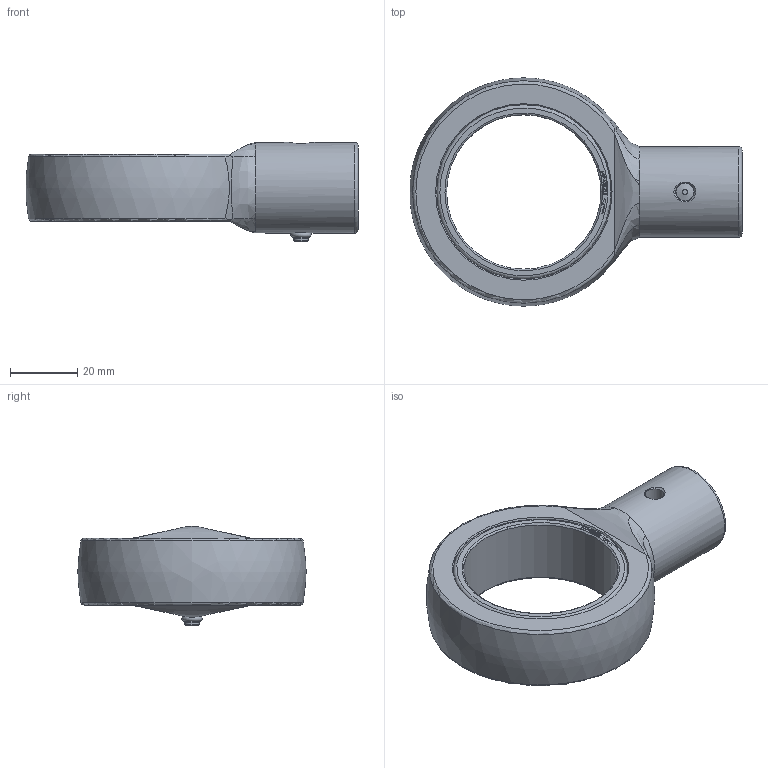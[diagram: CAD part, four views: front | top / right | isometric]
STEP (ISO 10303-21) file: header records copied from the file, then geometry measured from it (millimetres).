
FILE_DESCRIPTION( ( 'Unknown' ), '1' );
FILE_NAME( '765525000-C.stp', 'Unknown', ( 'Unknown' ), ( 'Unknown' ), 'PSStep 15.0.49', 'Unknown', ' ' );
FILE_SCHEMA( ( 'AUTOMOTIVE_DESIGN { 1 0 10303 214 1 1 1 1 }' ) );
Length unit declared in the file: millimetre
Products named in the file (5): Assem1; 0005711; 0006879; 0006880; 0005709
Assembly tree (4 placements, depth 2):
  Assem1
    0005711
    0006879
    0006880
    0005709
Bounding box: 98.9 x 68 x 29.5 mm (x, y, z)
Volume: 50942.4 mm3; surface area: 21307.3 mm2
Topology: 4 solids, 4 shells, 119 faces, 308 edges, 199 vertices
Faces by surface type: plane 67, cylinder 15, bspline 11, cone 10, torus 9, extrusion 7
Full cylindrical faces by diameter (mm): 3.5 x1, 4.4 x2, 4.5 x1, 5.2 x1, 5.5 x2, 16 x1, 27 x1, 46 x1, 52 x2
Entity records: 7047 total; most frequent: CARTESIAN_POINT 3450, ORIENTED_EDGE 520, DIRECTION 458, EDGE_CURVE 260, VERTEX_POINT 185, EDGE_LOOP 161, VECTOR 158, LINE 151
